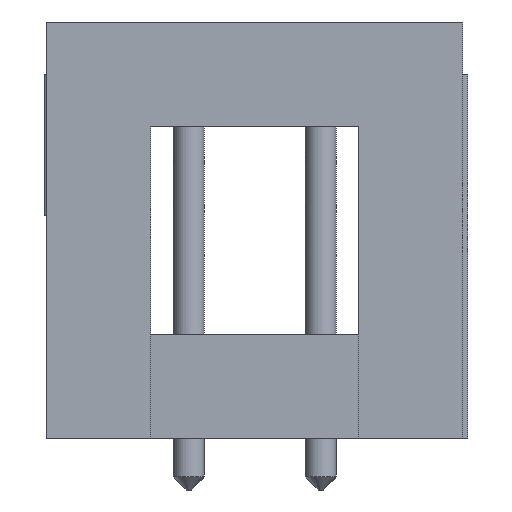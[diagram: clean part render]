
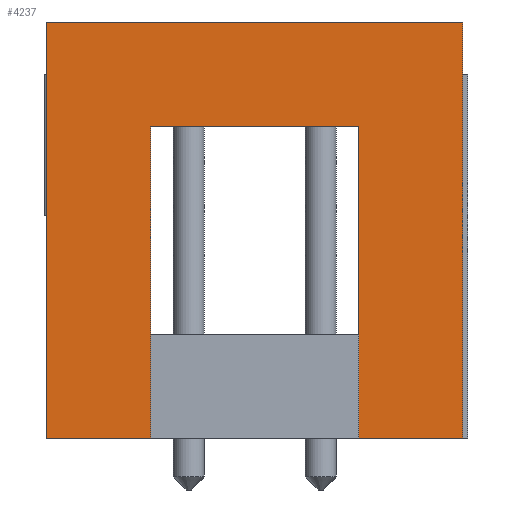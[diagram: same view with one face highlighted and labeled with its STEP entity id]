
A CAD part, front view. The second image highlights one B-rep face of the part: STEP entity #4237.
In plain terms, the highlighted planar face has unit normal (0, -1, 0).
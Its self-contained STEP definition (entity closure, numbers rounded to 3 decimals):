
#44 = PLANE('',#45);
#45 = AXIS2_PLACEMENT_3D('',#46,#47,#48);
#46 = CARTESIAN_POINT('',(5.258,-15.1,
    0.));
#47 = DIRECTION('',(1.,0.,0.));
#48 = DIRECTION('',(0.,1.,0.));
#126 = PLANE('',#127);
#127 = AXIS2_PLACEMENT_3D('',#128,#129,#130);
#128 = CARTESIAN_POINT('',(1.258,-5.1,
    0.));
#129 = DIRECTION('',(0.,0.,1.));
#130 = DIRECTION('',(-1.,0.,0.));
#370 = VERTEX_POINT('',#371);
#371 = CARTESIAN_POINT('',(5.258,-15.1,8.));
#385 = PLANE('',#386);
#386 = AXIS2_PLACEMENT_3D('',#387,#388,#389);
#387 = CARTESIAN_POINT('',(1.258,-5.1,8.));
#388 = DIRECTION('',(0.,0.,1.));
#389 = DIRECTION('',(0.,1.,0.));
#397 = EDGE_CURVE('',#398,#370,#400,.T.);
#398 = VERTEX_POINT('',#399);
#399 = CARTESIAN_POINT('',(5.258,-15.1,0.));
#400 = SURFACE_CURVE('',#401,(#405,#412),.PCURVE_S1.);
#401 = LINE('',#402,#403);
#402 = CARTESIAN_POINT('',(5.258,-15.1,
    0.));
#403 = VECTOR('',#404,1.);
#404 = DIRECTION('',(0.,0.,1.));
#405 = PCURVE('',#44,#406);
#406 = DEFINITIONAL_REPRESENTATION('',(#407),#411);
#407 = LINE('',#408,#409);
#408 = CARTESIAN_POINT('',(0.,0.));
#409 = VECTOR('',#410,1.);
#410 = DIRECTION('',(0.,1.));
#411 = ( GEOMETRIC_REPRESENTATION_CONTEXT(2) 
PARAMETRIC_REPRESENTATION_CONTEXT() REPRESENTATION_CONTEXT('2D SPACE',''
  ) );
#412 = PCURVE('',#413,#418);
#413 = PLANE('',#414);
#414 = AXIS2_PLACEMENT_3D('',#415,#416,#417);
#415 = CARTESIAN_POINT('',(-2.742,-15.1,
    0.));
#416 = DIRECTION('',(0.,-1.,0.));
#417 = DIRECTION('',(1.,0.,0.));
#418 = DEFINITIONAL_REPRESENTATION('',(#419),#423);
#419 = LINE('',#420,#421);
#420 = CARTESIAN_POINT('',(8.,0.));
#421 = VECTOR('',#422,1.);
#422 = DIRECTION('',(0.,1.));
#423 = ( GEOMETRIC_REPRESENTATION_CONTEXT(2) 
PARAMETRIC_REPRESENTATION_CONTEXT() REPRESENTATION_CONTEXT('2D SPACE',''
  ) );
#780 = PLANE('',#781);
#781 = AXIS2_PLACEMENT_3D('',#782,#783,#784);
#782 = CARTESIAN_POINT('',(-2.742,4.9,
    0.));
#783 = DIRECTION('',(-1.,0.,0.));
#784 = DIRECTION('',(0.,-1.,0.));
#3932 = PLANE('',#3933);
#3933 = AXIS2_PLACEMENT_3D('',#3934,#3935,#3936);
#3934 = CARTESIAN_POINT('',(-0.742,-15.1,
    0.));
#3935 = DIRECTION('',(-1.,0.,0.));
#3936 = DIRECTION('',(0.,0.,1.));
#3981 = PLANE('',#3982);
#3982 = AXIS2_PLACEMENT_3D('',#3983,#3984,#3985);
#3983 = CARTESIAN_POINT('',(3.258,-15.1,6.));
#3984 = DIRECTION('',(1.,0.,0.));
#3985 = DIRECTION('',(0.,0.,-1.));
#3996 = EDGE_CURVE('',#3997,#3999,#4001,.T.);
#3997 = VERTEX_POINT('',#3998);
#3998 = CARTESIAN_POINT('',(3.258,-15.1,6.));
#3999 = VERTEX_POINT('',#4000);
#4000 = CARTESIAN_POINT('',(3.258,-15.1,0.));
#4001 = SURFACE_CURVE('',#4002,(#4006,#4013),.PCURVE_S1.);
#4002 = LINE('',#4003,#4004);
#4003 = CARTESIAN_POINT('',(3.258,-15.1,3.));
#4004 = VECTOR('',#4005,1.);
#4005 = DIRECTION('',(0.,0.,-1.));
#4006 = PCURVE('',#3981,#4007);
#4007 = DEFINITIONAL_REPRESENTATION('',(#4008),#4012);
#4008 = LINE('',#4009,#4010);
#4009 = CARTESIAN_POINT('',(3.,0.));
#4010 = VECTOR('',#4011,1.);
#4011 = DIRECTION('',(1.,0.));
#4012 = ( GEOMETRIC_REPRESENTATION_CONTEXT(2) 
PARAMETRIC_REPRESENTATION_CONTEXT() REPRESENTATION_CONTEXT('2D SPACE',''
  ) );
#4013 = PCURVE('',#413,#4014);
#4014 = DEFINITIONAL_REPRESENTATION('',(#4015),#4019);
#4015 = LINE('',#4016,#4017);
#4016 = CARTESIAN_POINT('',(6.,3.));
#4017 = VECTOR('',#4018,1.);
#4018 = DIRECTION('',(0.,-1.));
#4019 = ( GEOMETRIC_REPRESENTATION_CONTEXT(2) 
PARAMETRIC_REPRESENTATION_CONTEXT() REPRESENTATION_CONTEXT('2D SPACE',''
  ) );
#4037 = PLANE('',#4038);
#4038 = AXIS2_PLACEMENT_3D('',#4039,#4040,#4041);
#4039 = CARTESIAN_POINT('',(-0.742,-15.1,6.));
#4040 = DIRECTION('',(0.,0.,1.));
#4041 = DIRECTION('',(1.,0.,0.));
#4100 = EDGE_CURVE('',#4101,#3997,#4103,.T.);
#4101 = VERTEX_POINT('',#4102);
#4102 = CARTESIAN_POINT('',(-0.742,-15.1,6.));
#4103 = SURFACE_CURVE('',#4104,(#4108,#4115),.PCURVE_S1.);
#4104 = LINE('',#4105,#4106);
#4105 = CARTESIAN_POINT('',(-1.742,-15.1,6.));
#4106 = VECTOR('',#4107,1.);
#4107 = DIRECTION('',(1.,0.,0.));
#4108 = PCURVE('',#4037,#4109);
#4109 = DEFINITIONAL_REPRESENTATION('',(#4110),#4114);
#4110 = LINE('',#4111,#4112);
#4111 = CARTESIAN_POINT('',(-1.,0.));
#4112 = VECTOR('',#4113,1.);
#4113 = DIRECTION('',(1.,0.));
#4114 = ( GEOMETRIC_REPRESENTATION_CONTEXT(2) 
PARAMETRIC_REPRESENTATION_CONTEXT() REPRESENTATION_CONTEXT('2D SPACE',''
  ) );
#4115 = PCURVE('',#413,#4116);
#4116 = DEFINITIONAL_REPRESENTATION('',(#4117),#4121);
#4117 = LINE('',#4118,#4119);
#4118 = CARTESIAN_POINT('',(1.,6.));
#4119 = VECTOR('',#4120,1.);
#4120 = DIRECTION('',(1.,0.));
#4121 = ( GEOMETRIC_REPRESENTATION_CONTEXT(2) 
PARAMETRIC_REPRESENTATION_CONTEXT() REPRESENTATION_CONTEXT('2D SPACE',''
  ) );
#4171 = EDGE_CURVE('',#4172,#4101,#4174,.T.);
#4172 = VERTEX_POINT('',#4173);
#4173 = CARTESIAN_POINT('',(-0.742,-15.1,0.));
#4174 = SURFACE_CURVE('',#4175,(#4179,#4186),.PCURVE_S1.);
#4175 = LINE('',#4176,#4177);
#4176 = CARTESIAN_POINT('',(-0.742,-15.1,
    0.));
#4177 = VECTOR('',#4178,1.);
#4178 = DIRECTION('',(0.,0.,1.));
#4179 = PCURVE('',#3932,#4180);
#4180 = DEFINITIONAL_REPRESENTATION('',(#4181),#4185);
#4181 = LINE('',#4182,#4183);
#4182 = CARTESIAN_POINT('',(0.,0.));
#4183 = VECTOR('',#4184,1.);
#4184 = DIRECTION('',(1.,0.));
#4185 = ( GEOMETRIC_REPRESENTATION_CONTEXT(2) 
PARAMETRIC_REPRESENTATION_CONTEXT() REPRESENTATION_CONTEXT('2D SPACE',''
  ) );
#4186 = PCURVE('',#413,#4187);
#4187 = DEFINITIONAL_REPRESENTATION('',(#4188),#4192);
#4188 = LINE('',#4189,#4190);
#4189 = CARTESIAN_POINT('',(2.,0.));
#4190 = VECTOR('',#4191,1.);
#4191 = DIRECTION('',(0.,1.));
#4192 = ( GEOMETRIC_REPRESENTATION_CONTEXT(2) 
PARAMETRIC_REPRESENTATION_CONTEXT() REPRESENTATION_CONTEXT('2D SPACE',''
  ) );
#4237 = ADVANCED_FACE('',(#4238),#413,.T.);
#4238 = FACE_BOUND('',#4239,.T.);
#4239 = EDGE_LOOP('',(#4240,#4241,#4242,#4243,#4264,#4265,#4288,#4311));
#4240 = ORIENTED_EDGE('',*,*,#4171,.T.);
#4241 = ORIENTED_EDGE('',*,*,#4100,.T.);
#4242 = ORIENTED_EDGE('',*,*,#3996,.T.);
#4243 = ORIENTED_EDGE('',*,*,#4244,.F.);
#4244 = EDGE_CURVE('',#398,#3999,#4245,.T.);
#4245 = SURFACE_CURVE('',#4246,(#4250,#4257),.PCURVE_S1.);
#4246 = LINE('',#4247,#4248);
#4247 = CARTESIAN_POINT('',(5.258,-15.1,
    0.));
#4248 = VECTOR('',#4249,1.);
#4249 = DIRECTION('',(-1.,0.,0.));
#4250 = PCURVE('',#413,#4251);
#4251 = DEFINITIONAL_REPRESENTATION('',(#4252),#4256);
#4252 = LINE('',#4253,#4254);
#4253 = CARTESIAN_POINT('',(8.,0.));
#4254 = VECTOR('',#4255,1.);
#4255 = DIRECTION('',(-1.,0.));
#4256 = ( GEOMETRIC_REPRESENTATION_CONTEXT(2) 
PARAMETRIC_REPRESENTATION_CONTEXT() REPRESENTATION_CONTEXT('2D SPACE',''
  ) );
#4257 = PCURVE('',#126,#4258);
#4258 = DEFINITIONAL_REPRESENTATION('',(#4259),#4263);
#4259 = LINE('',#4260,#4261);
#4260 = CARTESIAN_POINT('',(-4.,10.));
#4261 = VECTOR('',#4262,1.);
#4262 = DIRECTION('',(1.,0.));
#4263 = ( GEOMETRIC_REPRESENTATION_CONTEXT(2) 
PARAMETRIC_REPRESENTATION_CONTEXT() REPRESENTATION_CONTEXT('2D SPACE',''
  ) );
#4264 = ORIENTED_EDGE('',*,*,#397,.T.);
#4265 = ORIENTED_EDGE('',*,*,#4266,.F.);
#4266 = EDGE_CURVE('',#4267,#370,#4269,.T.);
#4267 = VERTEX_POINT('',#4268);
#4268 = CARTESIAN_POINT('',(-2.742,-15.1,8.));
#4269 = SURFACE_CURVE('',#4270,(#4274,#4281),.PCURVE_S1.);
#4270 = LINE('',#4271,#4272);
#4271 = CARTESIAN_POINT('',(5.258,-15.1,8.));
#4272 = VECTOR('',#4273,1.);
#4273 = DIRECTION('',(1.,0.,0.));
#4274 = PCURVE('',#413,#4275);
#4275 = DEFINITIONAL_REPRESENTATION('',(#4276),#4280);
#4276 = LINE('',#4277,#4278);
#4277 = CARTESIAN_POINT('',(8.,8.));
#4278 = VECTOR('',#4279,1.);
#4279 = DIRECTION('',(1.,0.));
#4280 = ( GEOMETRIC_REPRESENTATION_CONTEXT(2) 
PARAMETRIC_REPRESENTATION_CONTEXT() REPRESENTATION_CONTEXT('2D SPACE',''
  ) );
#4281 = PCURVE('',#385,#4282);
#4282 = DEFINITIONAL_REPRESENTATION('',(#4283),#4287);
#4283 = LINE('',#4284,#4285);
#4284 = CARTESIAN_POINT('',(-10.,-4.));
#4285 = VECTOR('',#4286,1.);
#4286 = DIRECTION('',(0.,-1.));
#4287 = ( GEOMETRIC_REPRESENTATION_CONTEXT(2) 
PARAMETRIC_REPRESENTATION_CONTEXT() REPRESENTATION_CONTEXT('2D SPACE',''
  ) );
#4288 = ORIENTED_EDGE('',*,*,#4289,.F.);
#4289 = EDGE_CURVE('',#4290,#4267,#4292,.T.);
#4290 = VERTEX_POINT('',#4291);
#4291 = CARTESIAN_POINT('',(-2.742,-15.1,0.));
#4292 = SURFACE_CURVE('',#4293,(#4297,#4304),.PCURVE_S1.);
#4293 = LINE('',#4294,#4295);
#4294 = CARTESIAN_POINT('',(-2.742,-15.1,
    0.));
#4295 = VECTOR('',#4296,1.);
#4296 = DIRECTION('',(0.,0.,1.));
#4297 = PCURVE('',#413,#4298);
#4298 = DEFINITIONAL_REPRESENTATION('',(#4299),#4303);
#4299 = LINE('',#4300,#4301);
#4300 = CARTESIAN_POINT('',(0.,0.));
#4301 = VECTOR('',#4302,1.);
#4302 = DIRECTION('',(0.,1.));
#4303 = ( GEOMETRIC_REPRESENTATION_CONTEXT(2) 
PARAMETRIC_REPRESENTATION_CONTEXT() REPRESENTATION_CONTEXT('2D SPACE',''
  ) );
#4304 = PCURVE('',#780,#4305);
#4305 = DEFINITIONAL_REPRESENTATION('',(#4306),#4310);
#4306 = LINE('',#4307,#4308);
#4307 = CARTESIAN_POINT('',(20.,0.));
#4308 = VECTOR('',#4309,1.);
#4309 = DIRECTION('',(0.,1.));
#4310 = ( GEOMETRIC_REPRESENTATION_CONTEXT(2) 
PARAMETRIC_REPRESENTATION_CONTEXT() REPRESENTATION_CONTEXT('2D SPACE',''
  ) );
#4311 = ORIENTED_EDGE('',*,*,#4312,.F.);
#4312 = EDGE_CURVE('',#4172,#4290,#4313,.T.);
#4313 = SURFACE_CURVE('',#4314,(#4318,#4325),.PCURVE_S1.);
#4314 = LINE('',#4315,#4316);
#4315 = CARTESIAN_POINT('',(5.258,-15.1,
    0.));
#4316 = VECTOR('',#4317,1.);
#4317 = DIRECTION('',(-1.,0.,0.));
#4318 = PCURVE('',#413,#4319);
#4319 = DEFINITIONAL_REPRESENTATION('',(#4320),#4324);
#4320 = LINE('',#4321,#4322);
#4321 = CARTESIAN_POINT('',(8.,0.));
#4322 = VECTOR('',#4323,1.);
#4323 = DIRECTION('',(-1.,0.));
#4324 = ( GEOMETRIC_REPRESENTATION_CONTEXT(2) 
PARAMETRIC_REPRESENTATION_CONTEXT() REPRESENTATION_CONTEXT('2D SPACE',''
  ) );
#4325 = PCURVE('',#126,#4326);
#4326 = DEFINITIONAL_REPRESENTATION('',(#4327),#4331);
#4327 = LINE('',#4328,#4329);
#4328 = CARTESIAN_POINT('',(-4.,10.));
#4329 = VECTOR('',#4330,1.);
#4330 = DIRECTION('',(1.,0.));
#4331 = ( GEOMETRIC_REPRESENTATION_CONTEXT(2) 
PARAMETRIC_REPRESENTATION_CONTEXT() REPRESENTATION_CONTEXT('2D SPACE',''
  ) );
